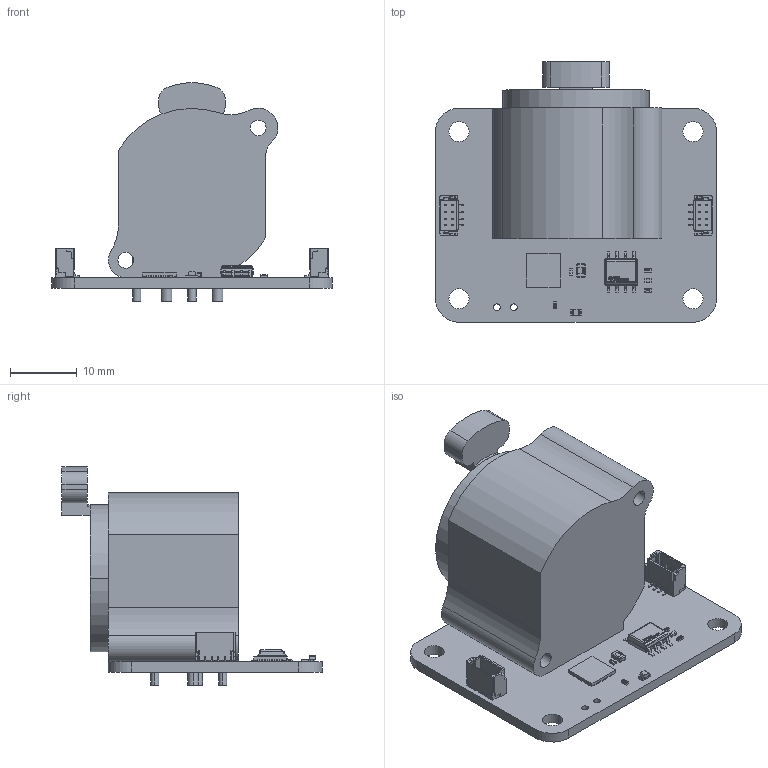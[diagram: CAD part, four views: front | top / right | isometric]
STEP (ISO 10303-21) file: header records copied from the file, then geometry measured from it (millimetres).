
FILE_DESCRIPTION(('Open CASCADE Model'),'2;1');
FILE_NAME('Open CASCADE Shape Model','2025-06-19T11:00:14',('Author'),( 'Open CASCADE'),'Open CASCADE STEP processor 7.5','Open CASCADE 7.5' ,'Unknown');
FILE_SCHEMA(('AUTOMOTIVE_DESIGN { 1 0 10303 214 1 1 1 1 }'));
Length unit declared in the file: millimetre
Products named in the file (44): PCB; Board; Open CASCADE STEP translator 7.5 1.1.1; R1; 6673943136; Extruded; 6673942976; J11; 6413476608; NC3FAAH2_NC3FAAH2; STAT1; 0603 LED Green; Solid1; Solid4; U2; IC_Texas_Instruments_SN65HVD12DR_eec; BODY-SO; LEAD-D0008A; Texas Logo Yury; Texas Logo Yury - 1; R6; User Library-R SMD 0402; User Library-R SMD 0402_0402 BODY; User Library-R SMD 0402_0402 PAD; User Library-R SMD 0402_0402 OPIS; R5; U; DUELink-U-Connector-BM04B-SRSS-TB; D; DUELink-Connector-BM04B-SRSS-TB; R4; C2; 0805 SMD Capacitor; C1; C0402; Free-Models; STM32-QFN32
Assembly tree (54 placements, depth 4):
  PCB
    Board
      Open CASCADE STEP translator 7.5 1.1.1
    R1
      6673943136
        Extruded
      6673942976  x2
        Extruded
    J11
      6413476608
        NC3FAAH2_NC3FAAH2
    STAT1
      0603 LED Green
        Solid1
        Solid4
        Solid1
        Solid1
        Solid4
        Solid1
        Solid1
        Solid1
    U2
      IC_Texas_Instruments_SN65HVD12DR_eec
        BODY-SO
        LEAD-D0008A  x8
        Texas Logo Yury
        Texas Logo Yury - 1
    R6
      User Library-R SMD 0402
        User Library-R SMD 0402_0402 BODY
        User Library-R SMD 0402_0402 PAD  x2
        User Library-R SMD 0402_0402 OPIS
    R5
      User Library-R SMD 0402
        User Library-R SMD 0402_0402 BODY
        User Library-R SMD 0402_0402 PAD  x2
        User Library-R SMD 0402_0402 OPIS
    U
      DUELink-U-Connector-BM04B-SRSS-TB
    D
      DUELink-Connector-BM04B-SRSS-TB
    R4
      User Library-R SMD 0402
        User Library-R SMD 0402_0402 BODY
        User Library-R SMD 0402_0402 PAD  x2
        User Library-R SMD 0402_0402 OPIS
    C2
      0805 SMD Capacitor
    C1
      C0402
    Free-Models
      STM32-QFN32
Bounding box: 42 x 38.9 x 32.62 mm (x, y, z)
Volume: 12118.9 mm3; surface area: 8903.3 mm2
Topology: 123 solids, 123 shells, 2133 faces, 6780 edges, 6354 vertices
Faces by surface type: plane 1480, bspline 318, cylinder 317, sphere 10, revolution 8
Full cylindrical faces by diameter (mm): 1.016 x2, 1.2 x2, 1.6 x4, 3 x4
Entity records: 77053 total; most frequent: CARTESIAN_POINT 21392, DIRECTION 9464, ORIENTED_EDGE 9192, LINE 4876, VECTOR 4876, EDGE_CURVE 4596, VERTEX_POINT 3002, AXIS2_PLACEMENT_3D 2290
